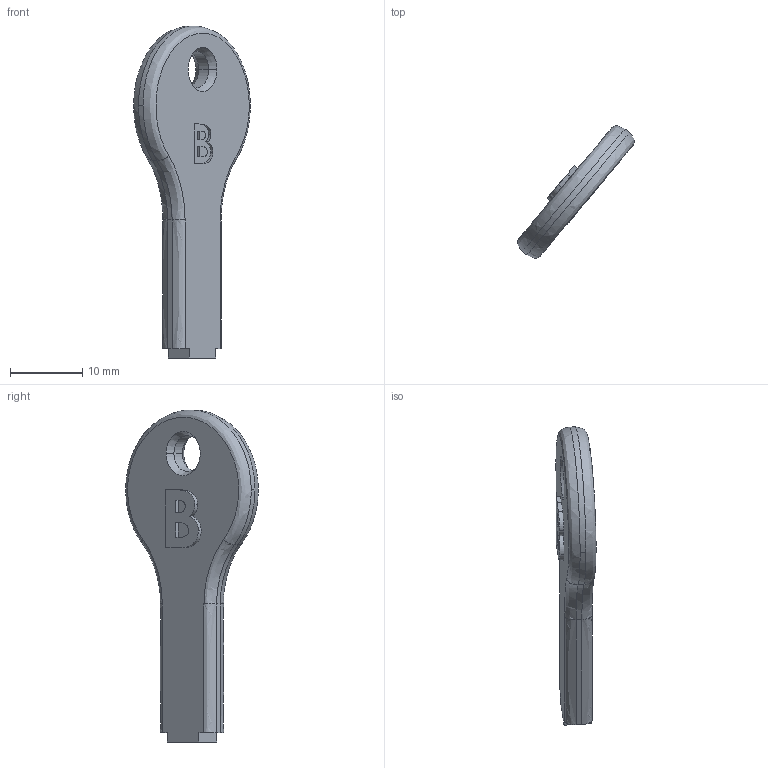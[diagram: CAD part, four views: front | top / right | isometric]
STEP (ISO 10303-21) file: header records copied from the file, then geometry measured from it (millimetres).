
FILE_DESCRIPTION (( 'STEP AP203' ), '1' );
FILE_NAME ('LlaveB.STEP', '2022-01-19T13:02:11', ( '' ), ( '' ), 'SwSTEP 2.0', 'SolidWorks 2016', '' );
FILE_SCHEMA (( 'CONFIG_CONTROL_DESIGN' ));
Length unit declared in the file: millimetre
Products named in the file (1): LlaveB
Bounding box: 16.1 x 18.28 x 45.8 mm (x, y, z)
Volume: 2190.5 mm3; surface area: 1603.2 mm2
Topology: 1 solids, 1 shells, 72 faces, 180 edges, 116 vertices
Faces by surface type: plane 33, bspline 28, cylinder 7, cone 4
Entity records: 3739 total; most frequent: CARTESIAN_POINT 2181, ORIENTED_EDGE 360, DIRECTION 206, EDGE_CURVE 180, VERTEX_POINT 116, LINE 100, VECTOR 100, EDGE_LOOP 80
